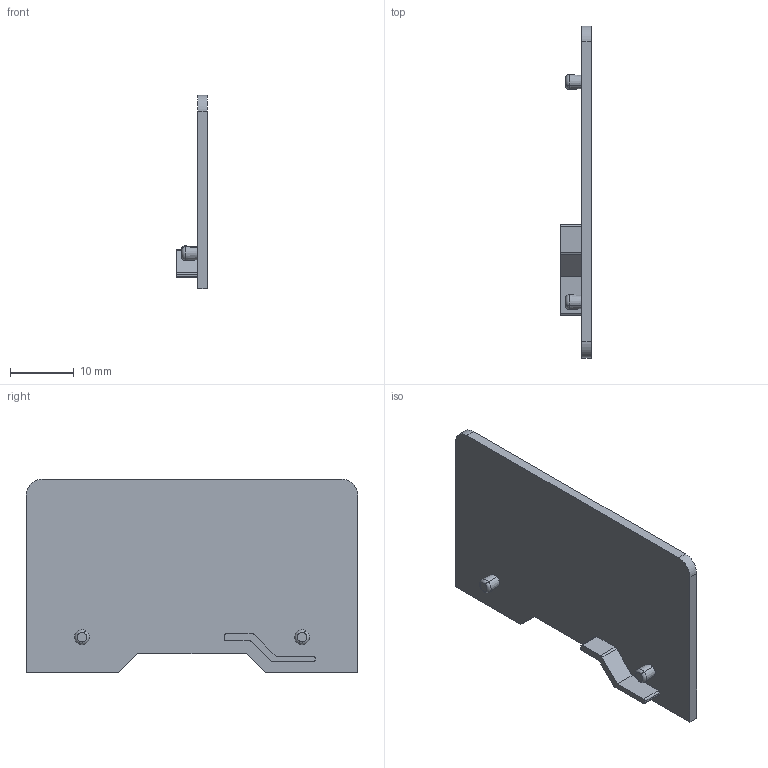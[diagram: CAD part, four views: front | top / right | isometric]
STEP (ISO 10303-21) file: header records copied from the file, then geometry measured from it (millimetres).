
FILE_DESCRIPTION(('CATIA V5R24 STEP','CAx-IF Rec.Pracs.--- Model Styling and Organization---1.2---2011-12-15'),'2;1');
FILE_NAME ('D1445954_0', '2017-11-06T07:55:29+00:00', ('Weidmueller Interface'), ('Weidmueller'), 'CATIA Version 5-6 Release 2014 SP4 HF52', 'CATIA V5 STEP AP214', 'none');
FILE_SCHEMA(('AUTOMOTIVE_DESIGN { 1 0 10303 214 1 1 1 1 }'));
Length unit declared in the file: millimetre
Products named in the file (1): v5-standard_part
Bounding box: 4.8 x 52 x 30.3 mm (x, y, z)
Volume: 2339.8 mm3; surface area: 3414.2 mm2
Topology: 1 solids, 1 shells, 38 faces, 95 edges, 62 vertices
Faces by surface type: plane 21, cylinder 9, torus 4, cone 4
Entity records: 1116 total; most frequent: CARTESIAN_POINT 193, ORIENTED_EDGE 190, DIRECTION 165, EDGE_CURVE 95, AXIS2_PLACEMENT_3D 70, VERTEX_POINT 62, VECTOR 61, LINE 61
